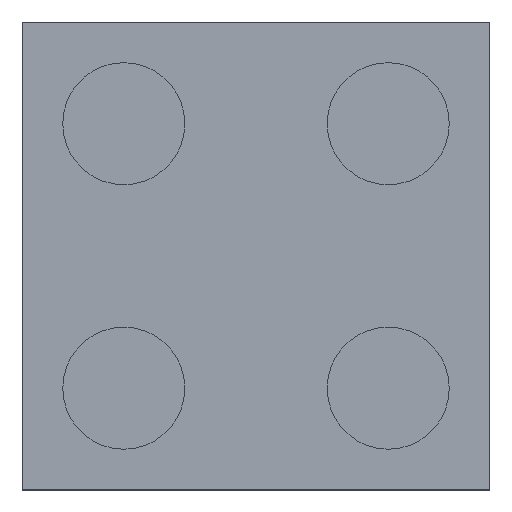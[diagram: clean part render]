
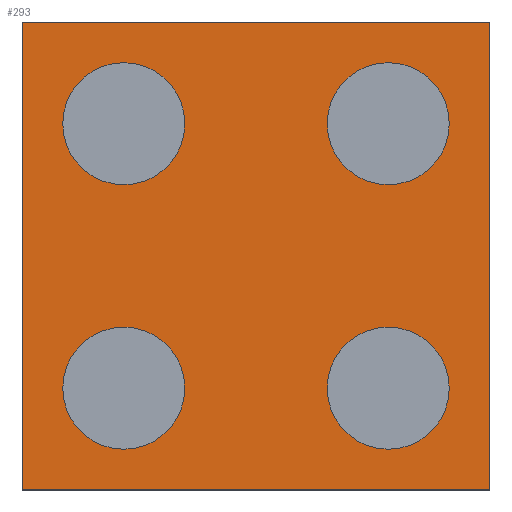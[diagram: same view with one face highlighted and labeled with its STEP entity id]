
A CAD part, top view. The second image highlights one B-rep face of the part: STEP entity #293.
In plain terms, the highlighted planar face has unit normal (0, 0, 1).
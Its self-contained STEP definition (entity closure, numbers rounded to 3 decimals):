
#30=LINE('',#532,#42);
#34=LINE('',#541,#46);
#37=LINE('',#547,#49);
#40=LINE('',#553,#52);
#42=VECTOR('',#440,1000.);
#46=VECTOR('',#446,1000.);
#49=VECTOR('',#451,1000.);
#52=VECTOR('',#456,1000.);
#94=ORIENTED_EDGE('',*,*,#119,.T.);
#95=ORIENTED_EDGE('',*,*,#121,.T.);
#96=ORIENTED_EDGE('',*,*,#123,.T.);
#97=ORIENTED_EDGE('',*,*,#125,.T.);
#98=ORIENTED_EDGE('',*,*,#126,.F.);
#99=ORIENTED_EDGE('',*,*,#136,.F.);
#100=ORIENTED_EDGE('',*,*,#133,.F.);
#101=ORIENTED_EDGE('',*,*,#130,.F.);
#119=EDGE_CURVE('',#147,#147,#171,.T.);
#121=EDGE_CURVE('',#149,#149,#173,.T.);
#123=EDGE_CURVE('',#151,#151,#175,.T.);
#125=EDGE_CURVE('',#153,#153,#177,.T.);
#126=EDGE_CURVE('',#154,#155,#30,.T.);
#130=EDGE_CURVE('',#155,#158,#34,.T.);
#133=EDGE_CURVE('',#158,#160,#37,.T.);
#136=EDGE_CURVE('',#160,#154,#40,.T.);
#147=VERTEX_POINT('',#512);
#149=VERTEX_POINT('',#518);
#151=VERTEX_POINT('',#524);
#153=VERTEX_POINT('',#530);
#154=VERTEX_POINT('',#533);
#155=VERTEX_POINT('',#534);
#158=VERTEX_POINT('',#542);
#160=VERTEX_POINT('',#548);
#171=CIRCLE('',#363,0.15);
#173=CIRCLE('',#367,0.15);
#175=CIRCLE('',#371,0.15);
#177=CIRCLE('',#375,0.15);
#203=EDGE_LOOP('',(#94));
#204=EDGE_LOOP('',(#95));
#205=EDGE_LOOP('',(#96));
#206=EDGE_LOOP('',(#97));
#207=EDGE_LOOP('',(#98,#99,#100,#101));
#241=FACE_BOUND('',#203,.T.);
#242=FACE_BOUND('',#204,.T.);
#243=FACE_BOUND('',#205,.T.);
#244=FACE_BOUND('',#206,.T.);
#245=FACE_BOUND('',#207,.T.);
#271=PLANE('',#381);
#293=ADVANCED_FACE('',(#241,#242,#243,#244,#245),#271,.F.);
#363=AXIS2_PLACEMENT_3D('',#511,#412,#413);
#367=AXIS2_PLACEMENT_3D('',#517,#420,#421);
#371=AXIS2_PLACEMENT_3D('',#523,#428,#429);
#375=AXIS2_PLACEMENT_3D('',#529,#436,#437);
#381=AXIS2_PLACEMENT_3D('',#556,#460,#461);
#412=DIRECTION('',(0.,0.,-1.));
#413=DIRECTION('',(-1.,0.,0.));
#420=DIRECTION('',(0.,0.,-1.));
#421=DIRECTION('',(-1.,0.,0.));
#428=DIRECTION('',(0.,0.,-1.));
#429=DIRECTION('',(-1.,0.,0.));
#436=DIRECTION('',(0.,0.,-1.));
#437=DIRECTION('',(-1.,0.,0.));
#440=DIRECTION('',(0.,-1.,0.));
#446=DIRECTION('',(-1.,0.,0.));
#451=DIRECTION('',(0.,1.,0.));
#456=DIRECTION('',(1.,0.,0.));
#460=DIRECTION('',(0.,0.,-1.));
#461=DIRECTION('',(-1.,0.,0.));
#511=CARTESIAN_POINT('',(0.325,-0.325,0.));
#512=CARTESIAN_POINT('',(0.175,-0.325,0.));
#517=CARTESIAN_POINT('',(0.325,0.325,0.));
#518=CARTESIAN_POINT('',(0.175,0.325,0.));
#523=CARTESIAN_POINT('',(-0.325,0.325,0.));
#524=CARTESIAN_POINT('',(-0.475,0.325,0.));
#529=CARTESIAN_POINT('',(-0.325,-0.325,0.));
#530=CARTESIAN_POINT('',(-0.475,-0.325,0.));
#532=CARTESIAN_POINT('',(0.575,0.575,0.));
#533=CARTESIAN_POINT('',(0.575,0.575,0.));
#534=CARTESIAN_POINT('',(0.575,-0.575,0.));
#541=CARTESIAN_POINT('',(0.575,-0.575,0.));
#542=CARTESIAN_POINT('',(-0.575,-0.575,0.));
#547=CARTESIAN_POINT('',(-0.575,-0.575,0.));
#548=CARTESIAN_POINT('',(-0.575,0.575,0.));
#553=CARTESIAN_POINT('',(-0.575,0.575,0.));
#556=CARTESIAN_POINT('',(0.,0.,0.));
